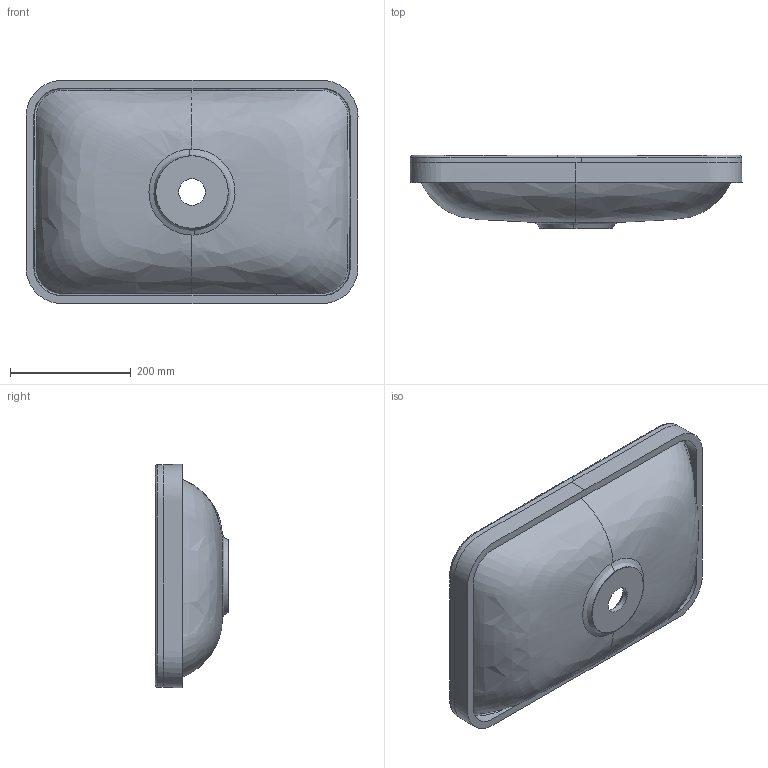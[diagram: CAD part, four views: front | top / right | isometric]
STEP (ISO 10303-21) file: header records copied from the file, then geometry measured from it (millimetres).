
FILE_DESCRIPTION (( 'STEP AP203' ), '1' );
FILE_NAME ('6229400610.step', '2020-12-18T12:36:56', ( 'admin' ), ( '' ), 'SwSTEP 2.0', 'SolidWorks 2019', '' );
FILE_SCHEMA (( 'CONFIG_CONTROL_DESIGN' ));
Products named in the file (1): 6229400610
Bounding box: 550 x 122 x 370 mm (x, y, z)
Volume: 4166497.5 mm3; surface area: 606402.2 mm2
Topology: 1 solids, 1 shells, 26 faces, 95 edges, 71 vertices
Faces by surface type: bspline 18, cone 4, cylinder 2, plane 2
Entity records: 100367 total; most frequent: CARTESIAN_POINT 99654, ORIENTED_EDGE 190, EDGE_CURVE 95, B_SPLINE_CURVE_WITH_KNOTS 75, VERTEX_POINT 71, DIRECTION 52, EDGE_LOOP 28, FACE_OUTER_BOUND 26
